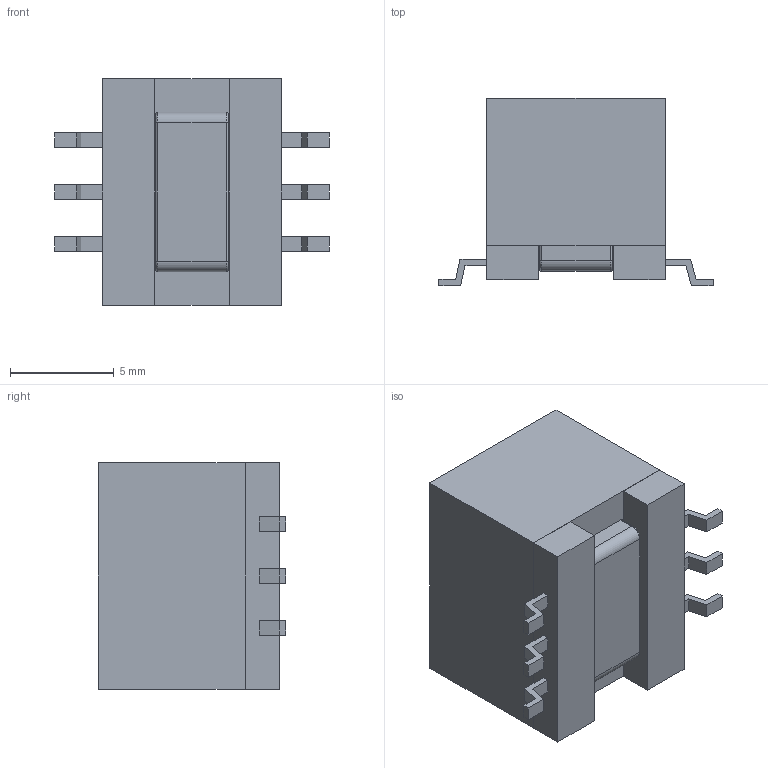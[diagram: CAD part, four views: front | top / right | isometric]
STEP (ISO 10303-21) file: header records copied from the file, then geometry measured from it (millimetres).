
FILE_DESCRIPTION (( 'STEP AP214' ), '1' );
FILE_NAME ('Coilcraft-FA2469-AL.STEP', '2021-01-09T04:48:58', ( '' ), ( '' ), 'SwSTEP 2.0', 'SolidWorks 2020', '' );
FILE_SCHEMA (( 'AUTOMOTIVE_DESIGN' ));
Length unit declared in the file: millimetre
Products named in the file (1): Coilcraft-FA2469-AL
Bounding box: 13.21 x 9.02 x 10.92 mm (x, y, z)
Volume: 790.5 mm3; surface area: 723.4 mm2
Topology: 3 solids, 3 shells, 467 faces, 1173 edges, 745 vertices
Faces by surface type: bspline 234, plane 225, cylinder 8
Entity records: 17328 total; most frequent: CARTESIAN_POINT 7457, ORIENTED_EDGE 2346, DIRECTION 1193, EDGE_CURVE 1173, VERTEX_POINT 745, LINE 693, VECTOR 693, EDGE_LOOP 500
